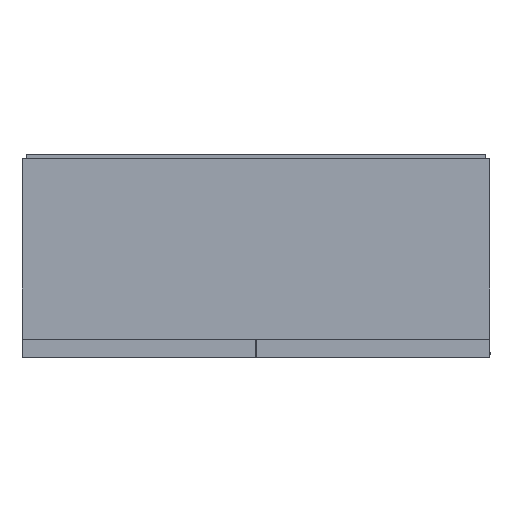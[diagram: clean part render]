
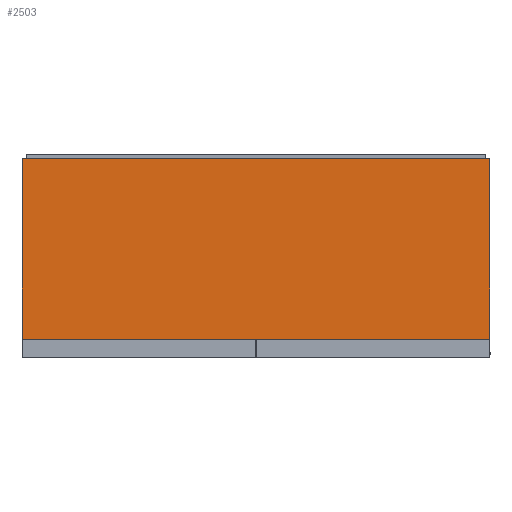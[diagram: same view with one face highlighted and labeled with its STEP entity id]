
A CAD part, top view. The second image highlights one B-rep face of the part: STEP entity #2503.
In plain terms, the highlighted planar face has unit normal (0, 0, 1).
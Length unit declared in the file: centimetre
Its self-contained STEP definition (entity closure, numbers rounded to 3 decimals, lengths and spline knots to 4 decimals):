
#2503=ADVANCED_FACE('',(#2707),#6634,.T.);
#2707=FACE_OUTER_BOUND('',#2915,.T.);
#2915=EDGE_LOOP('',(#3699,#3700,#3701,#3702));
#3699=ORIENTED_EDGE('',*,*,#4595,.T.);
#3700=ORIENTED_EDGE('',*,*,#4596,.T.);
#3701=ORIENTED_EDGE('',*,*,#4597,.T.);
#3702=ORIENTED_EDGE('',*,*,#4598,.T.);
#4595=EDGE_CURVE('',#6327,#6328,#5437,.T.);
#4596=EDGE_CURVE('',#6328,#6329,#5438,.T.);
#4597=EDGE_CURVE('',#6329,#6330,#5439,.T.);
#4598=EDGE_CURVE('',#6330,#6327,#5440,.T.);
#5437=B_SPLINE_CURVE_WITH_KNOTS('',1,(#9591,#9592),.UNSPECIFIED.,.F.,.F.,
(2,2),(-560.,560.),.UNSPECIFIED.);
#5438=B_SPLINE_CURVE_WITH_KNOTS('',1,(#9593,#9594),.UNSPECIFIED.,.F.,.F.,
(2,2),(-228.,204.),.UNSPECIFIED.);
#5439=B_SPLINE_CURVE_WITH_KNOTS('',1,(#9595,#9596),.UNSPECIFIED.,.F.,.F.,
(2,2),(-560.,560.),.UNSPECIFIED.);
#5440=B_SPLINE_CURVE_WITH_KNOTS('',1,(#9597,#9598),.UNSPECIFIED.,.F.,.F.,
(2,2),(-204.,228.),.UNSPECIFIED.);
#6327=VERTEX_POINT('',#9587);
#6328=VERTEX_POINT('',#9588);
#6329=VERTEX_POINT('',#9589);
#6330=VERTEX_POINT('',#9590);
#6634=PLANE('',#6878);
#6878=AXIS2_PLACEMENT_3D('',#9586,#7088,$);
#7088=DIRECTION('',(0.,0.,1.));
#9586=CARTESIAN_POINT('',(0.,-21.6,11.4));
#9587=CARTESIAN_POINT('',(0.,-21.6,11.4));
#9588=CARTESIAN_POINT('',(112.,-21.6,11.4));
#9589=CARTESIAN_POINT('',(112.,21.6,11.4));
#9590=CARTESIAN_POINT('',(0.,21.6,11.4));
#9591=CARTESIAN_POINT('',(0.,-21.6,11.4));
#9592=CARTESIAN_POINT('',(112.,-21.6,11.4));
#9593=CARTESIAN_POINT('',(112.,-21.6,11.4));
#9594=CARTESIAN_POINT('',(112.,21.6,11.4));
#9595=CARTESIAN_POINT('',(112.,21.6,11.4));
#9596=CARTESIAN_POINT('',(0.,21.6,11.4));
#9597=CARTESIAN_POINT('',(0.,21.6,11.4));
#9598=CARTESIAN_POINT('',(0.,-21.6,11.4));
